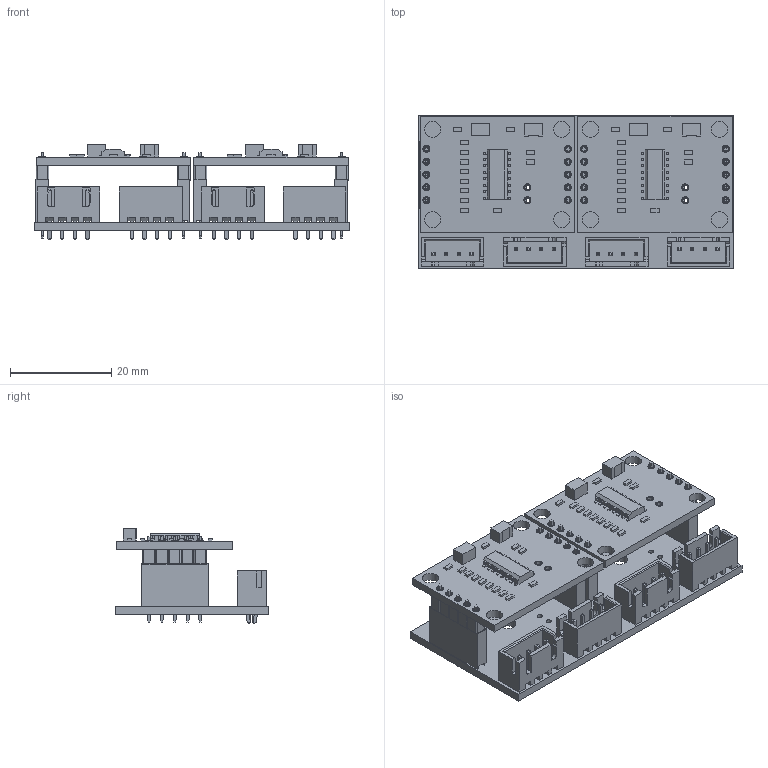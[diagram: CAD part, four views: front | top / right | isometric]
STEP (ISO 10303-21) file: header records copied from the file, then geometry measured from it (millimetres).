
FILE_DESCRIPTION(('KiCad electronic assembly'),'2;1');
FILE_NAME('ScaleModule v0.1.step','2024-04-25T09:49:17',('Pcbnew'),( 'Kicad'),'Open CASCADE STEP processor 7.7','KiCad to STEP converter' ,'Unknown');
FILE_SCHEMA(('AUTOMOTIVE_DESIGN { 1 0 10303 214 1 1 1 1 }'));
Length unit declared in the file: millimetre
Products named in the file (8): ScaleModule v0.1 1; JST_XH_B4B-XH-A_1x04_P2.50mm_Vertical; JST_B4B_XH_A; 5-Pin Header - Female Tall - 2.54mm v2; SparkFun HX711 Load Cell Amplifier v4; SparkFun Load Cell Amplifier HX711 v4; ScaleModule_PCB
Assembly tree (14 placements, depth 3):
  ScaleModule v0.1 1
    JST_XH_B4B-XH-A_1x04_P2.50mm_Vertical  x4
      JST_B4B_XH_A
    5-Pin Header - Female Tall - 2.54mm v2  x4
      5-Pin Header - Female Tall - 2.54mm v2
    SparkFun HX711 Load Cell Amplifier v4  x2
      SparkFun Load Cell Amplifier HX711 v4
    ScaleModule_PCB
Bounding box: 62.4 x 30.4 x 18.8 mm (x, y, z)
Volume: 7715.6 mm3; surface area: 13839.1 mm2
Topology: 11 solids, 11 shells, 2098 faces, 5334 edges, 3468 vertices
Faces by surface type: plane 1904, cylinder 194
Full cylindrical faces by diameter (mm): 0.95 x16, 1 x24, 1.016 x24, 1.4 x24, 3.2 x10
Entity records: 24894 total; most frequent: CARTESIAN_POINT 4055, ORIENTED_EDGE 3950, DIRECTION 3797, EDGE_CURVE 1975, LINE 1737, VECTOR 1737, VERTEX_POINT 1288, AXIS2_PLACEMENT_3D 1030
